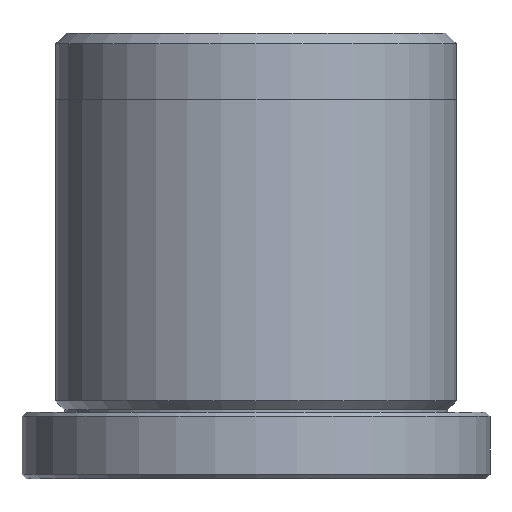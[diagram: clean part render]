
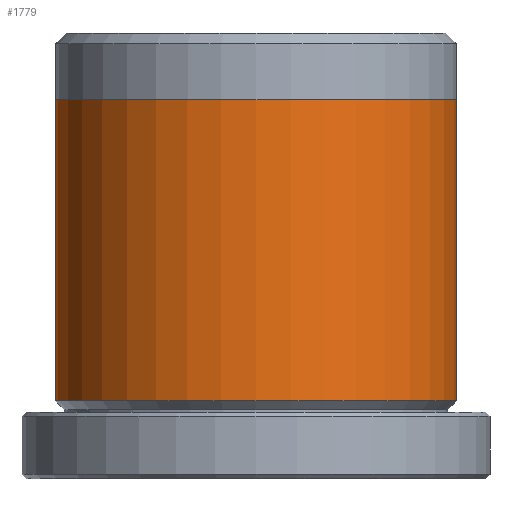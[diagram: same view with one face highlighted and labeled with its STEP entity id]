
A CAD part, front view. The second image highlights one B-rep face of the part: STEP entity #1779.
In plain terms, the highlighted cylindrical face has radius 9 mm (diameter 18 mm), a partial arc.
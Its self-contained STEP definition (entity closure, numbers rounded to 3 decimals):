
#198 = AXIS2_PLACEMENT_3D ( 'NONE', #878, #2644, #1147 ) ;
#243 = VERTEX_POINT ( 'NONE', #508 ) ;
#332 = VECTOR ( 'NONE', #1621, 1000. ) ;
#508 = CARTESIAN_POINT ( 'NONE',  ( -9., 0., 17. ) ) ;
#557 = CARTESIAN_POINT ( 'NONE',  ( 0., 0., 17. ) ) ;
#738 = CARTESIAN_POINT ( 'NONE',  ( 9., 0., 3.5 ) ) ;
#785 = CIRCLE ( 'NONE', #198, 9. ) ;
#789 = DIRECTION ( 'NONE',  ( -1., 0., 0. ) ) ;
#822 = DIRECTION ( 'NONE',  ( 1., 0., 0. ) ) ;
#878 = CARTESIAN_POINT ( 'NONE',  ( 0., 0., 3.5 ) ) ;
#954 = EDGE_CURVE ( 'NONE', #243, #1329, #1898, .T. ) ;
#965 = EDGE_CURVE ( 'NONE', #243, #1849, #2396, .T. ) ;
#1109 = EDGE_CURVE ( 'NONE', #3054, #1849, #785, .T. ) ;
#1117 = EDGE_CURVE ( 'NONE', #1329, #3054, #2744, .T. ) ;
#1147 = DIRECTION ( 'NONE',  ( -1., 0., 0. ) ) ;
#1323 = DIRECTION ( 'NONE',  ( 0., 0., -1. ) ) ;
#1329 = VERTEX_POINT ( 'NONE', #2974 ) ;
#1416 = DIRECTION ( 'NONE',  ( 0., 0., -1. ) ) ;
#1621 = DIRECTION ( 'NONE',  ( 0., 0., -1. ) ) ;
#1779 = ADVANCED_FACE ( 'NONE', ( #2788 ), #2733, .T. ) ;
#1842 = AXIS2_PLACEMENT_3D ( 'NONE', #557, #2360, #822 ) ;
#1849 = VERTEX_POINT ( 'NONE', #3060 ) ;
#1898 = CIRCLE ( 'NONE', #1842, 9. ) ;
#2096 = VECTOR ( 'NONE', #1416, 1000. ) ;
#2133 = ORIENTED_EDGE ( 'NONE', *, *, #954, .F. ) ;
#2173 = CARTESIAN_POINT ( 'NONE',  ( 9., 0., 20. ) ) ;
#2272 = EDGE_LOOP ( 'NONE', ( #2350, #2133, #2300, #2801 ) ) ;
#2300 = ORIENTED_EDGE ( 'NONE', *, *, #965, .T. ) ;
#2350 = ORIENTED_EDGE ( 'NONE', *, *, #1117, .F. ) ;
#2360 = DIRECTION ( 'NONE',  ( 0., 0., 1. ) ) ;
#2396 = LINE ( 'NONE', #3085, #332 ) ;
#2566 = CARTESIAN_POINT ( 'NONE',  ( 0., 0., 20. ) ) ;
#2644 = DIRECTION ( 'NONE',  ( 0., 0., -1. ) ) ;
#2733 = CYLINDRICAL_SURFACE ( 'NONE', #3211, 9. ) ;
#2744 = LINE ( 'NONE', #2173, #2096 ) ;
#2788 = FACE_OUTER_BOUND ( 'NONE', #2272, .T. ) ;
#2801 = ORIENTED_EDGE ( 'NONE', *, *, #1109, .F. ) ;
#2974 = CARTESIAN_POINT ( 'NONE',  ( 9., 0., 17. ) ) ;
#3054 = VERTEX_POINT ( 'NONE', #738 ) ;
#3060 = CARTESIAN_POINT ( 'NONE',  ( -9., 0., 3.5 ) ) ;
#3085 = CARTESIAN_POINT ( 'NONE',  ( -9., 0., 20. ) ) ;
#3211 = AXIS2_PLACEMENT_3D ( 'NONE', #2566, #1323, #789 ) ;
